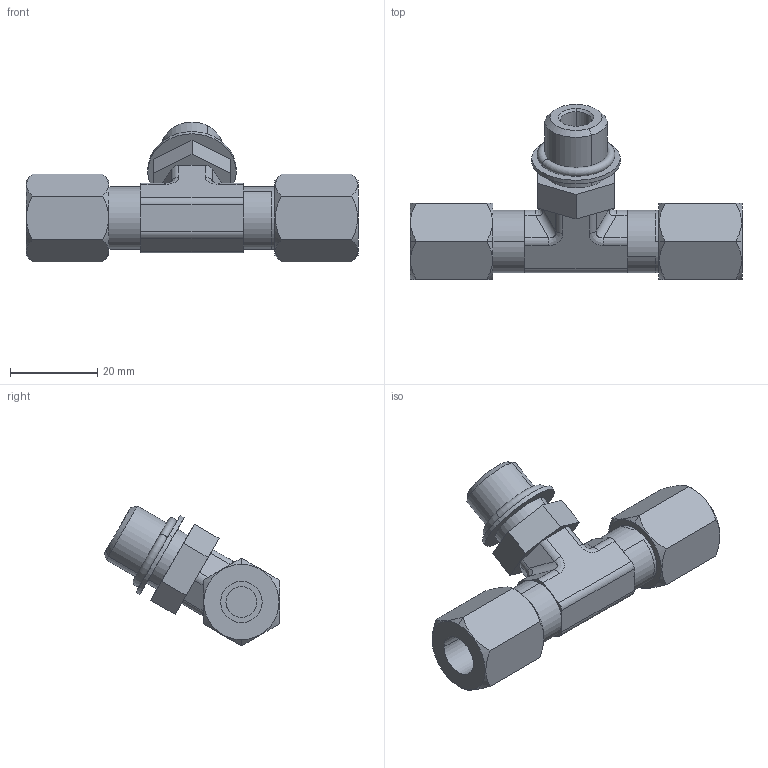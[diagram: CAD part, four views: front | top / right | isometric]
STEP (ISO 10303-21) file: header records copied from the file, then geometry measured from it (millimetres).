
FILE_DESCRIPTION((''),'2;1');
FILE_NAME('ILC30241066','2005-08-24T',('KR'),(''),'PRO/ENGINEER BY PARAMETRIC TECHNOLOGY CORPORATION, 2004290','PRO/ENGINEER BY PARAMETRIC TECHNOLOGY CORPORATION, 2004290','');
FILE_SCHEMA(('AUTOMOTIVE_DESIGN_CC2 { 1 2 10303 214 -1 1 5 2 }'));
Length unit declared in the file: inch
Products named in the file (1): ILC30241066
Bounding box: 76.2 x 40.17 x 32.12 mm (x, y, z)
Volume: 16399.3 mm3; surface area: 9207.6 mm2
Topology: 1 solids, 1 shells, 113 faces, 271 edges, 168 vertices
Faces by surface type: plane 56, cylinder 37, cone 12, bspline 6, torus 2
Entity records: 4839 total; most frequent: CARTESIAN_POINT 1214, DIRECTION 543, ORIENTED_EDGE 542, PRESENTATION_STYLE_ASSIGNMENT 278, STYLED_ITEM 272, CURVE_STYLE 271, EDGE_CURVE 271, AXIS2_PLACEMENT_3D 205
